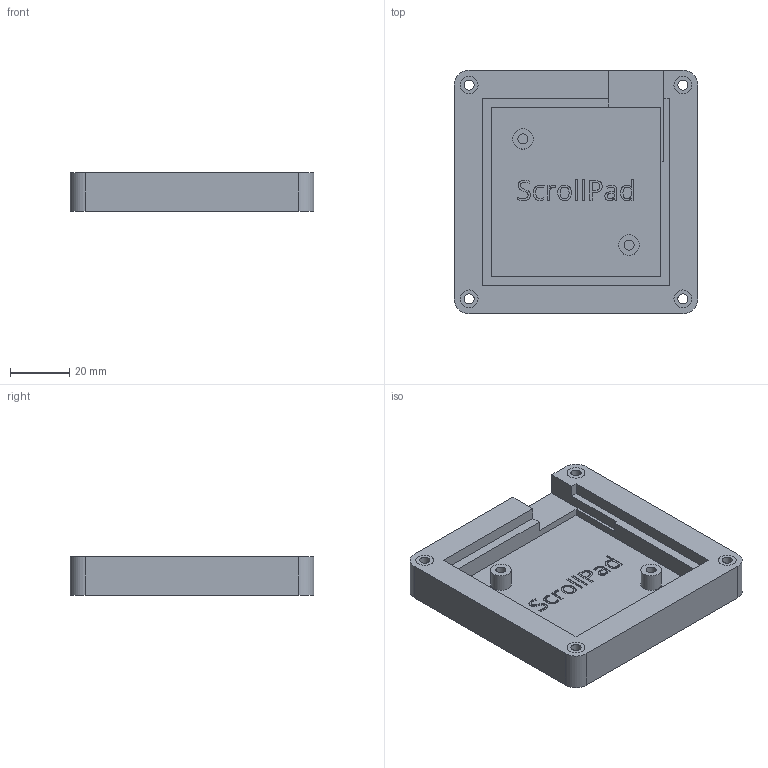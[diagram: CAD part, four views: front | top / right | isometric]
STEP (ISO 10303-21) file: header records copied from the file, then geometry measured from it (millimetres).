
FILE_DESCRIPTION(/* description */ ('STEP AP242','CAx-IF Rec.Pracs.---Representation and Presentation of Product Manufacturing Information (PMI)---4.0---2014-10-13','CAx-IF Rec.Pracs.---3D Tessellated Geometry---0.4---2014-09-14','2;1'),/* implementation_level */ '2;1');
FILE_NAME(/* name */ '67b8d84a46f268274776dc32',/* time_stamp */ '2025-02-21T19:47:23Z',/* author */ (''),/* organization */ (''),/* preprocessor_version */ 'ST-DEVELOPER v20',/* originating_system */ 'ONSHAPE BY PTC INC, 1.193',/* authorisation */ ' ');
FILE_SCHEMA (('AP242_MANAGED_MODEL_BASED_3D_ENGINEERING_MIM_LF { 1 0 10303 442 1 1 4 }'));
Length unit declared in the file: metre
Products named in the file (5): Part 4; Part 5; Part 1; Part 2; Part 3
Bounding box: 81.91 x 81.91 x 13 mm (x, y, z)
Volume: 49719.5 mm3; surface area: 22298.2 mm2
Topology: 5 solids, 5 shells, 210 faces, 549 edges, 366 vertices
Faces by surface type: plane 92, bspline 88, cylinder 30
Full cylindrical faces by diameter (mm): 3.4 x6, 6 x8, 6.9 x2
Entity records: 6803 total; most frequent: CARTESIAN_POINT 2082, ORIENTED_EDGE 1066, DIRECTION 671, EDGE_CURVE 533, VERTEX_POINT 366, LINE 297, VECTOR 297, EDGE_LOOP 259
